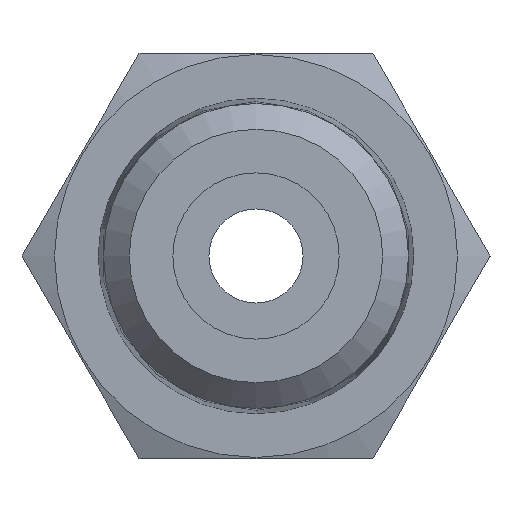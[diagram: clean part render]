
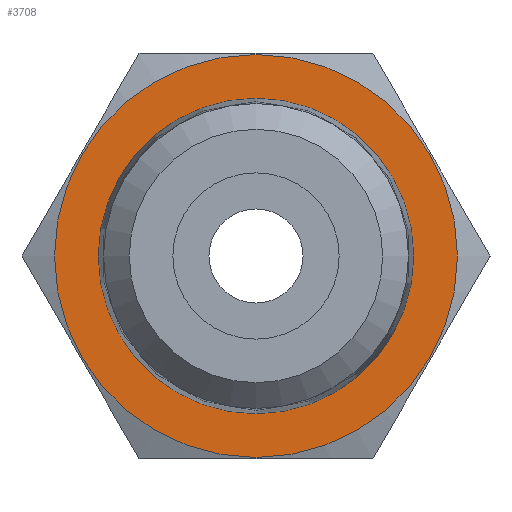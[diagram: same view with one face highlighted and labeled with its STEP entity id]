
A CAD part, left-side view. The second image highlights one B-rep face of the part: STEP entity #3708.
In plain terms, the highlighted planar face has unit normal (-1, 0, 0).
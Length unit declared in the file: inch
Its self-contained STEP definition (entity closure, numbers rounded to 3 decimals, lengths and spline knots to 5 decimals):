
#3164=CARTESIAN_POINT('',(0.0,0.,0.3405));
#3165=VERTEX_POINT('',#3164);
#3166=CARTESIAN_POINT('',(0.0,0.,0.0));
#3167=DIRECTION('',(-1.0,0.0,0.0));
#3168=DIRECTION('',(0.0,0.0,-1.0));
#3169=AXIS2_PLACEMENT_3D('',#3166,#3167,#3168);
#3170=CIRCLE('',#3169,0.3405);
#3171=EDGE_CURVE('',#3165,#3165,#3170,.T.);
#3491=CARTESIAN_POINT('',(0.0,0.435,0.0));
#3492=VERTEX_POINT('',#3491);
#3493=CARTESIAN_POINT('',(0.0,0.0,0.0));
#3494=DIRECTION('',(-1.0,0.0,0.0));
#3495=DIRECTION('',(0.0,1.0,0.0));
#3496=AXIS2_PLACEMENT_3D('',#3493,#3494,#3495);
#3497=CIRCLE('',#3496,0.435);
#3498=EDGE_CURVE('',#3492,#3492,#3497,.T.);
#3697=CARTESIAN_POINT('',(0.0,0.,0.));
#3698=DIRECTION('',(1.0,0.0,0.0));
#3699=DIRECTION('',(0.0,0.0,-1.0));
#3700=AXIS2_PLACEMENT_3D('',#3697,#3698,#3699);
#3701=PLANE('',#3700);
#3702=ORIENTED_EDGE('',*,*,#3498,.T.);
#3703=EDGE_LOOP('',(#3702));
#3704=FACE_OUTER_BOUND('',#3703,.T.);
#3705=ORIENTED_EDGE('',*,*,#3171,.F.);
#3706=EDGE_LOOP('',(#3705));
#3707=FACE_BOUND('',#3706,.T.);
#3708=ADVANCED_FACE('',(#3704,#3707),#3701,.F.);
